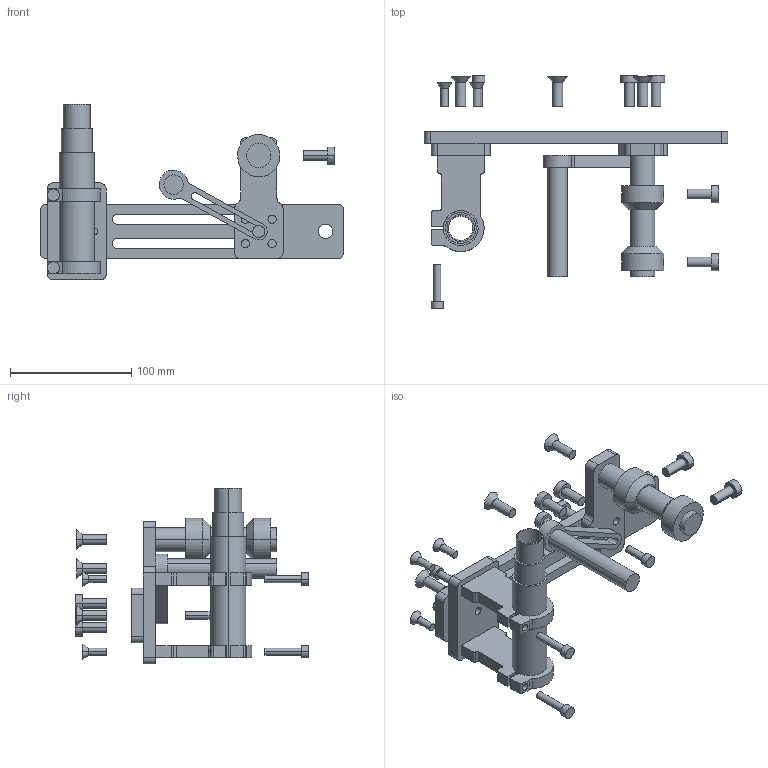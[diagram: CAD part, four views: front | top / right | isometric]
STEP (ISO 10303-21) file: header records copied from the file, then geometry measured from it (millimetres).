
FILE_DESCRIPTION(/* description */ (''),/* implementation_level */ '2;1');
FILE_NAME(/* name */ 'StemFixture',/* time_stamp */ '2020-10-03T15:45:26+03:00',/* author */ (''),/* organization */ (''),/* preprocessor_version */ 'ST-DEVELOPER v16.5',/* originating_system */ '',/* authorisation */ '');
FILE_SCHEMA (('AUTOMOTIVE_DESIGN'));
Length unit declared in the file: millimetre
Products named in the file (1): Document
Bounding box: 250 x 192.3 x 145 mm (x, y, z)
Volume: 334866.9 mm3; surface area: 166470.1 mm2
Topology: 30 solids, 30 shells, 372 faces, 873 edges, 566 vertices
Faces by surface type: bspline 282, plane 90
Entity records: 11139 total; most frequent: CARTESIAN_POINT 6225, ORIENTED_EDGE 1744, EDGE_CURVE 872, VERTEX_POINT 564, EDGE_LOOP 440, ADVANCED_FACE 372, FACE_OUTER_BOUND 372, DIRECTION 96
